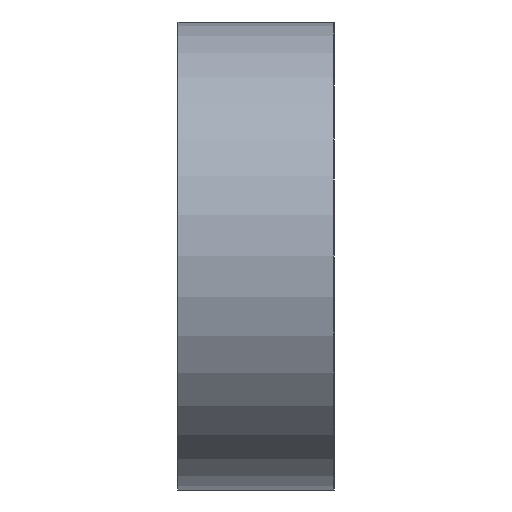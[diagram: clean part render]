
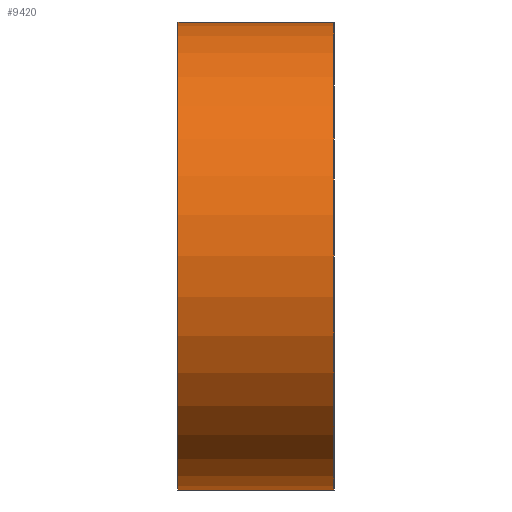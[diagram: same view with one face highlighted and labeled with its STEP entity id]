
A CAD part, left-side view. The second image highlights one B-rep face of the part: STEP entity #9420.
In plain terms, the highlighted cylindrical face has radius 38.1 mm (diameter 76.2 mm), a partial arc.
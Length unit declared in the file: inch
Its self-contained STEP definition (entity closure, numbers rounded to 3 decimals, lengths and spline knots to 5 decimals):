
#18 = ORIENTED_EDGE ( 'NONE', *, *, #2787, .F. ) ;
#866 = CIRCLE ( 'NONE', #7311, 1.5 ) ;
#1440 = CARTESIAN_POINT ( 'NONE',  ( -5.42506, 1., -1.5 ) ) ;
#2149 = CARTESIAN_POINT ( 'NONE',  ( -5.42506, 0., -1.5 ) ) ;
#2787 = EDGE_CURVE ( 'NONE', #5167, #16426, #16263, .T. ) ;
#2816 = DIRECTION ( 'NONE',  ( 0., 1., 0. ) ) ;
#3984 = CARTESIAN_POINT ( 'NONE',  ( -5.42506, 1., 0. ) ) ;
#4137 = EDGE_CURVE ( 'NONE', #17303, #6533, #10057, .T. ) ;
#5167 = VERTEX_POINT ( 'NONE', #9160 ) ;
#5647 = CARTESIAN_POINT ( 'NONE',  ( -5.42506, 1., 0. ) ) ;
#5936 = EDGE_CURVE ( 'NONE', #17303, #5167, #13018, .T. ) ;
#6443 = DIRECTION ( 'NONE',  ( 0., -1., 0. ) ) ;
#6533 = VERTEX_POINT ( 'NONE', #2149 ) ;
#6602 = FACE_OUTER_BOUND ( 'NONE', #16754, .T. ) ;
#7036 = DIRECTION ( 'NONE',  ( 0., 0., 1. ) ) ;
#7311 = AXIS2_PLACEMENT_3D ( 'NONE', #11069, #2816, #12458 ) ;
#8157 = DIRECTION ( 'NONE',  ( 0., -1., 0. ) ) ;
#9160 = CARTESIAN_POINT ( 'NONE',  ( -5.42506, 1., 1.5 ) ) ;
#9307 = ORIENTED_EDGE ( 'NONE', *, *, #17870, .T. ) ;
#9420 = ADVANCED_FACE ( 'NONE', ( #6602 ), #9857, .T. ) ;
#9857 = CYLINDRICAL_SURFACE ( 'NONE', #17802, 1.5 ) ;
#10057 = LINE ( 'NONE', #14715, #17000 ) ;
#10233 = CARTESIAN_POINT ( 'NONE',  ( -5.42506, 0., 1.5 ) ) ;
#11069 = CARTESIAN_POINT ( 'NONE',  ( -5.42506, 0., 0. ) ) ;
#12234 = DIRECTION ( 'NONE',  ( 0., 0., -1. ) ) ;
#12293 = DIRECTION ( 'NONE',  ( 0., -1., 0. ) ) ;
#12458 = DIRECTION ( 'NONE',  ( 0., 0., 1. ) ) ;
#12551 = VECTOR ( 'NONE', #12293, 39.37008 ) ;
#12880 = ORIENTED_EDGE ( 'NONE', *, *, #5936, .F. ) ;
#13018 = CIRCLE ( 'NONE', #17017, 1.5 ) ;
#13696 = CARTESIAN_POINT ( 'NONE',  ( -5.42506, 1., 1.5 ) ) ;
#14715 = CARTESIAN_POINT ( 'NONE',  ( -5.42506, 1., -1.5 ) ) ;
#15034 = ORIENTED_EDGE ( 'NONE', *, *, #4137, .T. ) ;
#15307 = DIRECTION ( 'NONE',  ( 0., 1., 0. ) ) ;
#16263 = LINE ( 'NONE', #13696, #12551 ) ;
#16426 = VERTEX_POINT ( 'NONE', #10233 ) ;
#16754 = EDGE_LOOP ( 'NONE', ( #9307, #18, #12880, #15034 ) ) ;
#17000 = VECTOR ( 'NONE', #6443, 39.37008 ) ;
#17017 = AXIS2_PLACEMENT_3D ( 'NONE', #5647, #15307, #7036 ) ;
#17303 = VERTEX_POINT ( 'NONE', #1440 ) ;
#17802 = AXIS2_PLACEMENT_3D ( 'NONE', #3984, #8157, #12234 ) ;
#17870 = EDGE_CURVE ( 'NONE', #6533, #16426, #866, .T. ) ;
